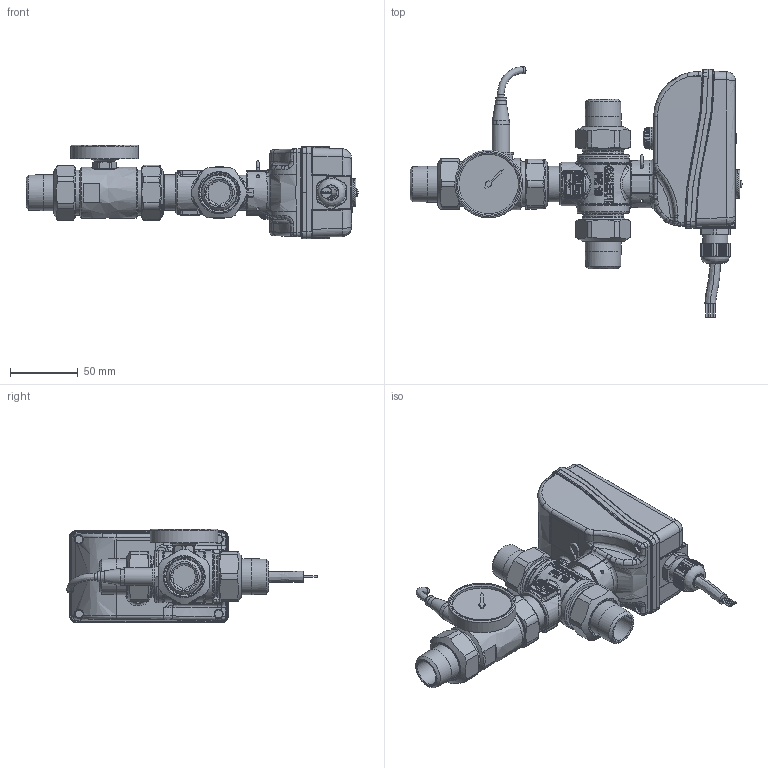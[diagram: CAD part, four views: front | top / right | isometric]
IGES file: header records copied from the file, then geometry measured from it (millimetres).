
Global section: file name: 600054A; native system: Autodesk Inventor 2024; preprocessor: unknown; author: Mike; date: 20250603.082437; units: centimetre
Bounding box: 244.9 x 184.64 x 69 mm (x, y, z)
Volume: 376486.6 mm3; surface area: 153141.9 mm2
Topology: 15 solids, 15 shells, 5011 faces, 12923 edges, 7996 vertices
Faces by surface type: bspline 5011
